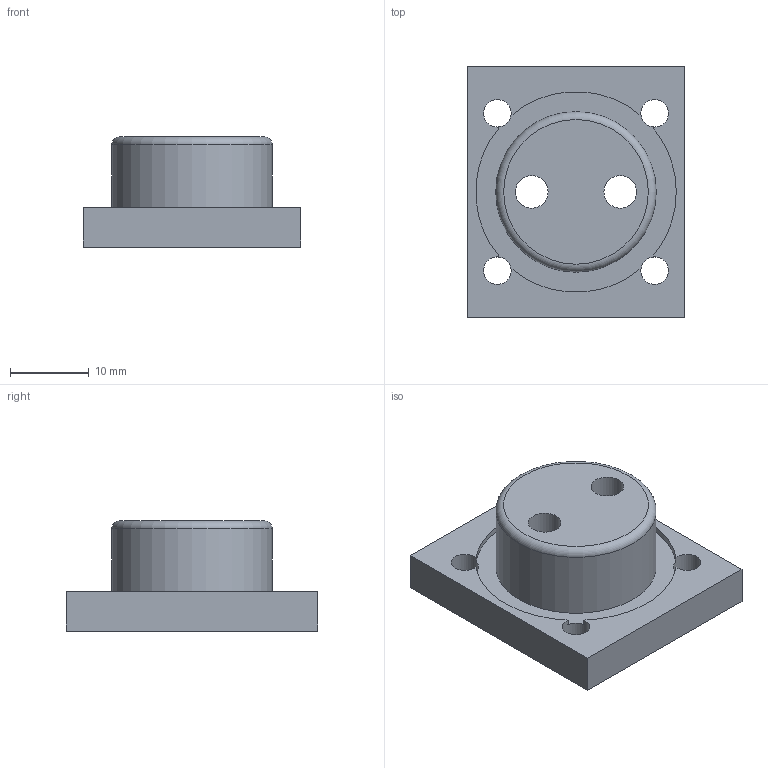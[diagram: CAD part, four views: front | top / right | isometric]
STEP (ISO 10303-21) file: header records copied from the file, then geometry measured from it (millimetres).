
FILE_DESCRIPTION(('FreeCAD Model'),'2;1');
FILE_NAME('Open CASCADE Shape Model','2022-09-14T08:44:54',(''),(''), 'Open CASCADE STEP processor 7.6','FreeCAD','Unknown');
FILE_SCHEMA(('AUTOMOTIVE_DESIGN { 1 0 10303 214 1 1 1 1 }'));
Length unit declared in the file: millimetre
Products named in the file (1): Body
Bounding box: 27.7 x 32 x 14 mm (x, y, z)
Volume: 6661.7 mm3; surface area: 3461.8 mm2
Topology: 1 solids, 1 shells, 21 faces, 62 edges, 41 vertices
Faces by surface type: cylinder 12, plane 8, torus 1
Full cylindrical faces by diameter (mm): 3.5 x4, 4.15 x2, 20.4 x1
Entity records: 1574 total; most frequent: DIRECTION 264, CARTESIAN_POINT 249, ORIENTED_EDGE 124, PCURVE 124, DEFINITIONAL_REPRESENTATION 124, LINE 120, VECTOR 120, CIRCLE 66
